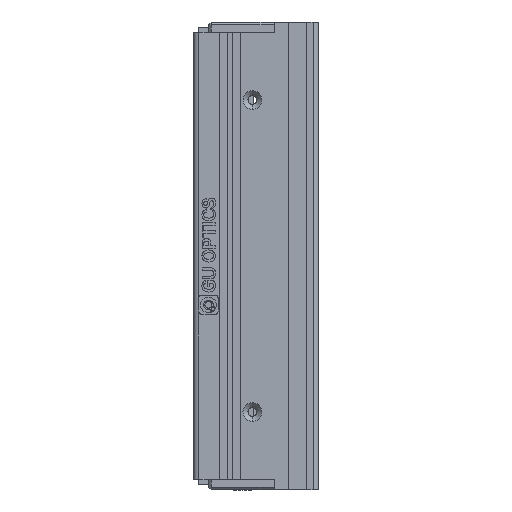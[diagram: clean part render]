
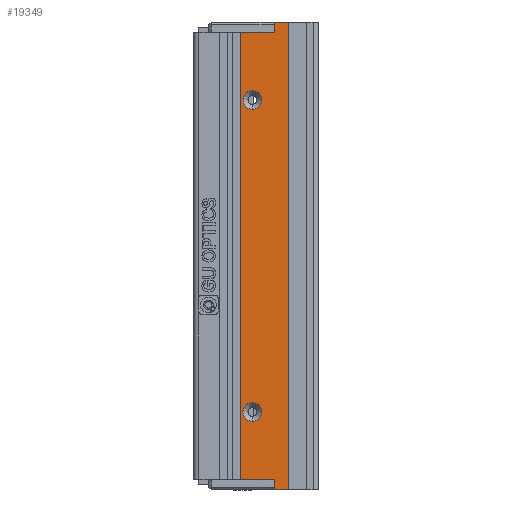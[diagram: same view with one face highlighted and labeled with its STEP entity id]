
A CAD part, left-side view. The second image highlights one B-rep face of the part: STEP entity #19349.
In plain terms, the highlighted planar face has unit normal (-1, 0, 0).
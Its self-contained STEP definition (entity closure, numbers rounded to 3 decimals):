
#233 = CARTESIAN_POINT ( 'NONE',  ( 30.425, 23.691, -83.2 ) ) ;
#245 = DIRECTION ( 'NONE',  ( 1., 0., 0. ) ) ;
#702 = EDGE_CURVE ( 'NONE', #12536, #25182, #10784, .T. ) ;
#836 = LINE ( 'NONE', #5452, #17569 ) ;
#844 = EDGE_CURVE ( 'NONE', #21461, #6354, #10032, .T. ) ;
#994 = VERTEX_POINT ( 'NONE', #16076 ) ;
#1189 = EDGE_CURVE ( 'NONE', #6354, #21461, #23101, .T. ) ;
#1701 = DIRECTION ( 'NONE',  ( 0., 0., 1. ) ) ;
#2334 = EDGE_CURVE ( 'NONE', #25673, #12536, #28460, .T. ) ;
#2695 = LINE ( 'NONE', #9201, #28334 ) ;
#2773 = DIRECTION ( 'NONE',  ( 0., 0., 1. ) ) ;
#3546 = EDGE_CURVE ( 'NONE', #30603, #25673, #9260, .T. ) ;
#3892 = CARTESIAN_POINT ( 'NONE',  ( 30.425, 23.691, -86.8 ) ) ;
#4109 = DIRECTION ( 'NONE',  ( 0., 0., -1. ) ) ;
#5098 = CARTESIAN_POINT ( 'NONE',  ( 30.425, 19.491, -158. ) ) ;
#5341 = AXIS2_PLACEMENT_3D ( 'NONE', #17851, #245, #2773 ) ;
#5452 = CARTESIAN_POINT ( 'NONE',  ( 30.425, 7.084, -70. ) ) ;
#5485 = EDGE_CURVE ( 'NONE', #24263, #13820, #20248, .T. ) ;
#5496 = DIRECTION ( 'NONE',  ( 0., 1., 0. ) ) ;
#5542 = ORIENTED_EDGE ( 'NONE', *, *, #1189, .T. ) ;
#5555 = LINE ( 'NONE', #20321, #31220 ) ;
#5624 = VERTEX_POINT ( 'NONE', #9560 ) ;
#5883 = CARTESIAN_POINT ( 'NONE',  ( 30.425, 19.491, -72. ) ) ;
#6354 = VERTEX_POINT ( 'NONE', #233 ) ;
#6634 = ORIENTED_EDGE ( 'NONE', *, *, #24336, .T. ) ;
#8453 = CIRCLE ( 'NONE', #25440, 1.8 ) ;
#9201 = CARTESIAN_POINT ( 'NONE',  ( 30.425, 19.491, -70. ) ) ;
#9260 = LINE ( 'NONE', #30639, #17016 ) ;
#9307 = CARTESIAN_POINT ( 'NONE',  ( 30.425, 16.791, -70. ) ) ;
#9529 = DIRECTION ( 'NONE',  ( 0., -1., 0. ) ) ;
#9560 = CARTESIAN_POINT ( 'NONE',  ( 30.425, 19.491, -70. ) ) ;
#9821 = CARTESIAN_POINT ( 'NONE',  ( 30.425, 25.991, -158. ) ) ;
#10032 = CIRCLE ( 'NONE', #5341, 1.8 ) ;
#10784 = LINE ( 'NONE', #29699, #22383 ) ;
#11450 = DIRECTION ( 'NONE',  ( 1., 0., 0. ) ) ;
#11701 = CARTESIAN_POINT ( 'NONE',  ( 30.425, 19.491, -160. ) ) ;
#11917 = DIRECTION ( 'NONE',  ( 0., 0., 1. ) ) ;
#12001 = FACE_BOUND ( 'NONE', #24053, .T. ) ;
#12242 = ORIENTED_EDGE ( 'NONE', *, *, #702, .T. ) ;
#12536 = VERTEX_POINT ( 'NONE', #11701 ) ;
#13348 = EDGE_CURVE ( 'NONE', #20966, #5624, #836, .T. ) ;
#13820 = VERTEX_POINT ( 'NONE', #29309 ) ;
#14051 = EDGE_LOOP ( 'NONE', ( #25886, #24764, #22492, #6634, #16122, #14978, #12242, #25127 ) ) ;
#14408 = DIRECTION ( 'NONE',  ( 1., 0., 0. ) ) ;
#14978 = ORIENTED_EDGE ( 'NONE', *, *, #2334, .T. ) ;
#16076 = CARTESIAN_POINT ( 'NONE',  ( 30.425, 25.991, -72. ) ) ;
#16122 = ORIENTED_EDGE ( 'NONE', *, *, #3546, .T. ) ;
#16479 = CARTESIAN_POINT ( 'NONE',  ( 30.425, 23.691, -146.8 ) ) ;
#16561 = CARTESIAN_POINT ( 'NONE',  ( 30.425, 23.691, -85. ) ) ;
#16585 = CARTESIAN_POINT ( 'NONE',  ( 30.425, 23.691, -145. ) ) ;
#16669 = DIRECTION ( 'NONE',  ( 0., 0., -1. ) ) ;
#16691 = CARTESIAN_POINT ( 'NONE',  ( 30.425, 7.084, -70. ) ) ;
#16917 = DIRECTION ( 'NONE',  ( -1., 0., 0. ) ) ;
#16925 = EDGE_CURVE ( 'NONE', #5624, #22783, #2695, .T. ) ;
#16976 = EDGE_CURVE ( 'NONE', #25182, #20966, #20104, .T. ) ;
#17016 = VECTOR ( 'NONE', #20875, 1000. ) ;
#17031 = FACE_BOUND ( 'NONE', #32212, .T. ) ;
#17390 = ORIENTED_EDGE ( 'NONE', *, *, #5485, .T. ) ;
#17569 = VECTOR ( 'NONE', #20376, 1000. ) ;
#17851 = CARTESIAN_POINT ( 'NONE',  ( 30.425, 23.691, -85. ) ) ;
#19349 = ADVANCED_FACE ( 'NONE', ( #28672, #17031, #12001 ), #24161, .T. ) ;
#19703 = LINE ( 'NONE', #23635, #29452 ) ;
#20104 = LINE ( 'NONE', #9307, #22822 ) ;
#20248 = CIRCLE ( 'NONE', #31826, 1.8 ) ;
#20321 = CARTESIAN_POINT ( 'NONE',  ( 30.425, 34.991, -72. ) ) ;
#20376 = DIRECTION ( 'NONE',  ( 0., 1., 0. ) ) ;
#20875 = DIRECTION ( 'NONE',  ( 0., -1., 0. ) ) ;
#20966 = VERTEX_POINT ( 'NONE', #28380 ) ;
#21001 = CARTESIAN_POINT ( 'NONE',  ( 30.425, 19.491, -70. ) ) ;
#21461 = VERTEX_POINT ( 'NONE', #3892 ) ;
#21643 = DIRECTION ( 'NONE',  ( 0., 0., 1. ) ) ;
#21660 = DIRECTION ( 'NONE',  ( 0., 0., -1. ) ) ;
#22018 = AXIS2_PLACEMENT_3D ( 'NONE', #16691, #16917, #21643 ) ;
#22383 = VECTOR ( 'NONE', #9529, 1000. ) ;
#22492 = ORIENTED_EDGE ( 'NONE', *, *, #25826, .T. ) ;
#22591 = ORIENTED_EDGE ( 'NONE', *, *, #31886, .T. ) ;
#22625 = AXIS2_PLACEMENT_3D ( 'NONE', #16561, #26670, #24143 ) ;
#22783 = VERTEX_POINT ( 'NONE', #5883 ) ;
#22822 = VECTOR ( 'NONE', #11917, 1000. ) ;
#23101 = CIRCLE ( 'NONE', #22625, 1.8 ) ;
#23256 = CARTESIAN_POINT ( 'NONE',  ( 30.425, 16.791, -160. ) ) ;
#23635 = CARTESIAN_POINT ( 'NONE',  ( 30.425, 25.991, -70. ) ) ;
#24053 = EDGE_LOOP ( 'NONE', ( #22591, #17390 ) ) ;
#24105 = DIRECTION ( 'NONE',  ( 0., 0., 1. ) ) ;
#24143 = DIRECTION ( 'NONE',  ( 0., 0., 1. ) ) ;
#24161 = PLANE ( 'NONE',  #22018 ) ;
#24263 = VERTEX_POINT ( 'NONE', #16479 ) ;
#24336 = EDGE_CURVE ( 'NONE', #994, #30603, #19703, .T. ) ;
#24764 = ORIENTED_EDGE ( 'NONE', *, *, #16925, .T. ) ;
#25127 = ORIENTED_EDGE ( 'NONE', *, *, #16976, .T. ) ;
#25182 = VERTEX_POINT ( 'NONE', #23256 ) ;
#25440 = AXIS2_PLACEMENT_3D ( 'NONE', #31659, #11450, #24105 ) ;
#25673 = VERTEX_POINT ( 'NONE', #5098 ) ;
#25826 = EDGE_CURVE ( 'NONE', #22783, #994, #5555, .T. ) ;
#25886 = ORIENTED_EDGE ( 'NONE', *, *, #13348, .T. ) ;
#26670 = DIRECTION ( 'NONE',  ( 1., 0., 0. ) ) ;
#28334 = VECTOR ( 'NONE', #16669, 1000. ) ;
#28380 = CARTESIAN_POINT ( 'NONE',  ( 30.425, 16.791, -70. ) ) ;
#28460 = LINE ( 'NONE', #21001, #29238 ) ;
#28672 = FACE_OUTER_BOUND ( 'NONE', #14051, .T. ) ;
#29238 = VECTOR ( 'NONE', #4109, 1000. ) ;
#29309 = CARTESIAN_POINT ( 'NONE',  ( 30.425, 23.691, -143.2 ) ) ;
#29452 = VECTOR ( 'NONE', #21660, 1000. ) ;
#29699 = CARTESIAN_POINT ( 'NONE',  ( 30.425, 7.084, -160. ) ) ;
#30603 = VERTEX_POINT ( 'NONE', #9821 ) ;
#30639 = CARTESIAN_POINT ( 'NONE',  ( 30.425, 7.084, -158. ) ) ;
#30705 = ORIENTED_EDGE ( 'NONE', *, *, #844, .T. ) ;
#31220 = VECTOR ( 'NONE', #5496, 1000. ) ;
#31659 = CARTESIAN_POINT ( 'NONE',  ( 30.425, 23.691, -145. ) ) ;
#31826 = AXIS2_PLACEMENT_3D ( 'NONE', #16585, #14408, #1701 ) ;
#31886 = EDGE_CURVE ( 'NONE', #13820, #24263, #8453, .T. ) ;
#32212 = EDGE_LOOP ( 'NONE', ( #5542, #30705 ) ) ;
